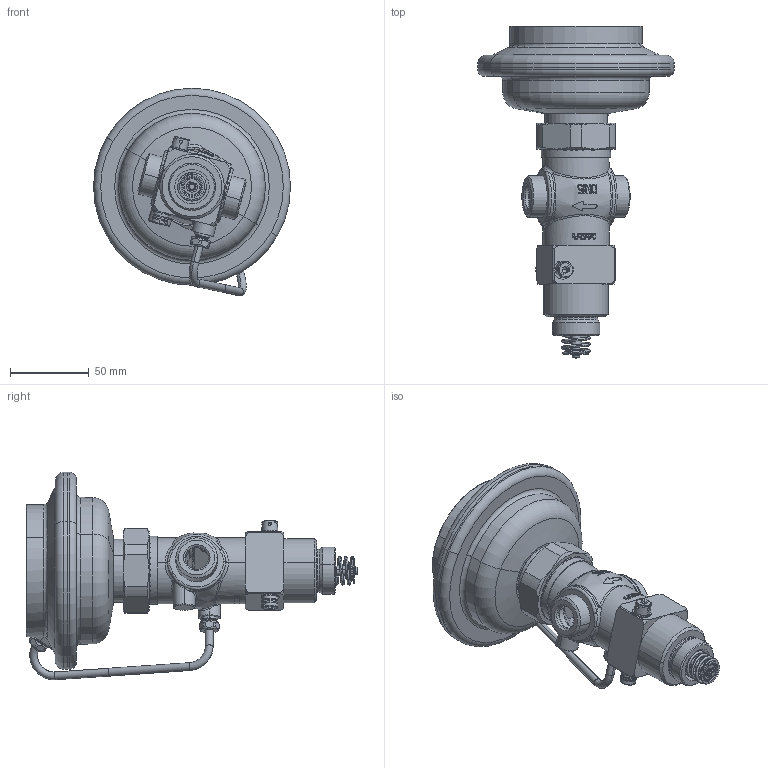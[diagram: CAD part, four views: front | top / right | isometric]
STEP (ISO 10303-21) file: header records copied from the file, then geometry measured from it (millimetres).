
FILE_DESCRIPTION((''),'2;1');
FILE_NAME('003H6746-003H6750','2015-02-20T',('u317927'),('Danfoss'),'PRO/ENGINEER BY PARAMETRIC TECHNOLOGY CORPORATION, 2014000','PRO/ENGINEER BY PARAMETRIC TECHNOLOGY CORPORATION, 2014000','');
FILE_SCHEMA(('CONFIG_CONTROL_DESIGN'));
Products named in the file (1): 003H6746-003H6750
Bounding box: 125.18 x 210.9 x 131.87 mm (x, y, z)
Volume: 321086.1 mm3; surface area: 148037.9 mm2
Topology: 2 solids, 7 shells, 1737 faces, 4417 edges, 2781 vertices
Faces by surface type: plane 776, cylinder 412, cone 224, torus 170, bspline 142, sphere 13
Entity records: 62193 total; most frequent: CARTESIAN_POINT 21790, ORIENTED_EDGE 8818, DIRECTION 8079, EDGE_CURVE 4409, AXIS2_PLACEMENT_3D 3323, VERTEX_POINT 2781, EDGE_LOOP 1874, FACE_OUTER_BOUND 1737
